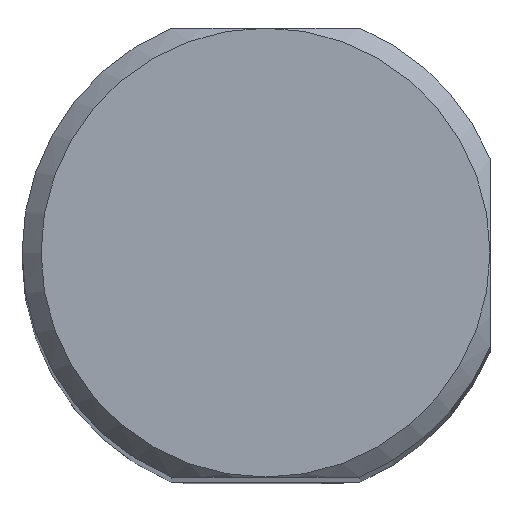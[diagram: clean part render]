
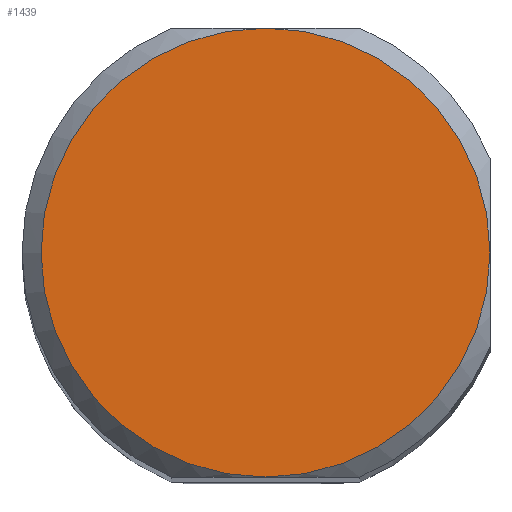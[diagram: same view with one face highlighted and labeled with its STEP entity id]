
A CAD part, top view. The second image highlights one B-rep face of the part: STEP entity #1439.
In plain terms, the highlighted planar face has unit normal (0, 0, 1).
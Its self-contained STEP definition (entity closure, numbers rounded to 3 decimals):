
#1439=ADVANCED_FACE('',(#1911),#1717,.F.);
#1717=PLANE('',#5473);
#1911=FACE_OUTER_BOUND('',#2188,.T.);
#2188=EDGE_LOOP('',(#2479,#2480,#2481));
#2479=ORIENTED_EDGE('',*,*,#4588,.F.);
#2480=ORIENTED_EDGE('',*,*,#4589,.F.);
#2481=ORIENTED_EDGE('',*,*,#4590,.F.);
#4059=VERTEX_POINT('',#7096);
#4060=VERTEX_POINT('',#7097);
#4061=VERTEX_POINT('',#7099);
#4588=EDGE_CURVE('',#4059,#4060,#5378,.T.);
#4589=EDGE_CURVE('',#4061,#4059,#5379,.T.);
#4590=EDGE_CURVE('',#4060,#4061,#5380,.T.);
#5378=CIRCLE('',#5470,11.7);
#5379=CIRCLE('',#5471,11.7);
#5380=CIRCLE('',#5472,11.7);
#5470=AXIS2_PLACEMENT_3D('',#7095,#5825,#5826);
#5471=AXIS2_PLACEMENT_3D('',#7098,#5827,#5828);
#5472=AXIS2_PLACEMENT_3D('',#7100,#5829,#5830);
#5473=AXIS2_PLACEMENT_3D('',#7101,#5831,#5832);
#5825=DIRECTION('',(0.,0.,-1.));
#5826=DIRECTION('',(0.,-1.,0.));
#5827=DIRECTION('',(0.,0.,-1.));
#5828=DIRECTION('',(0.,-1.,0.));
#5829=DIRECTION('',(0.,0.,-1.));
#5830=DIRECTION('',(0.,-1.,0.));
#5831=DIRECTION('',(0.,0.,-1.));
#5832=DIRECTION('',(0.,1.,0.));
#7095=CARTESIAN_POINT('',(0.,0.,147.23));
#7096=CARTESIAN_POINT('',(0.,-11.7,147.23));
#7097=CARTESIAN_POINT('',(0.,11.7,147.23));
#7098=CARTESIAN_POINT('',(0.,0.,147.23));
#7099=CARTESIAN_POINT('',(11.7,0.,147.23));
#7100=CARTESIAN_POINT('',(0.,0.,147.23));
#7101=CARTESIAN_POINT('',(0.,0.,147.23));
